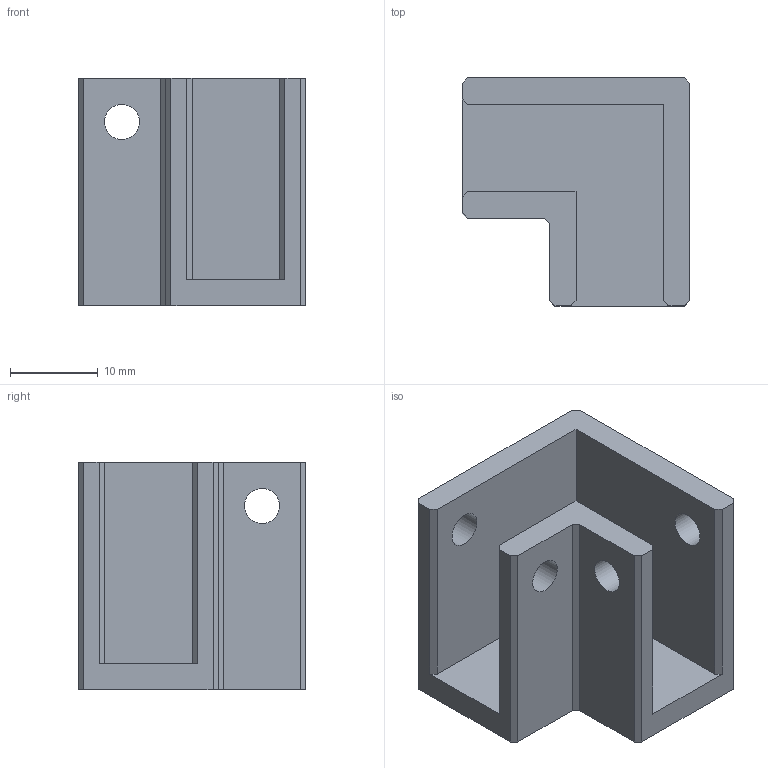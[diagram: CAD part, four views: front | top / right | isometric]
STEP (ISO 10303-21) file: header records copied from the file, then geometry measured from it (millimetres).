
FILE_DESCRIPTION(('STEP AP242'), '1');
FILE_NAME('itemRailCorner', '', ('UNSPECIFIED'), ('UNSPECIFIED'), 'C3D Converter', 'C3D Toolkit', '');
FILE_SCHEMA(('AP242_MANAGED_MODEL_BASED_3D_ENGINEERING_MIM_LF { 1 0 10303 442 1 1 4 }'));
Length unit declared in the file: millimetre
Bounding box: 26 x 26 x 26 mm (x, y, z)
Volume: 6509.9 mm3; surface area: 5013.7 mm2
Topology: 1 solids, 1 shells, 28 faces, 78 edges, 52 vertices
Faces by surface type: plane 24, cylinder 4
Full cylindrical faces by diameter (mm): 4 x4
Entity records: 921 total; most frequent: CARTESIAN_POINT 155, ORIENTED_EDGE 148, DIRECTION 140, EDGE_CURVE 74, LINE 66, VECTOR 66, VERTEX_POINT 52, EDGE_LOOP 40
